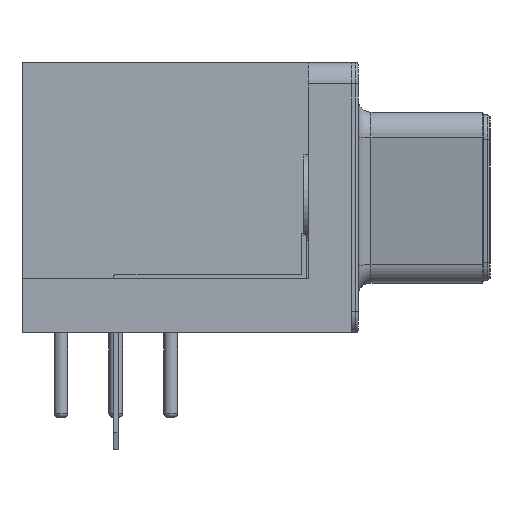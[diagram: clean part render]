
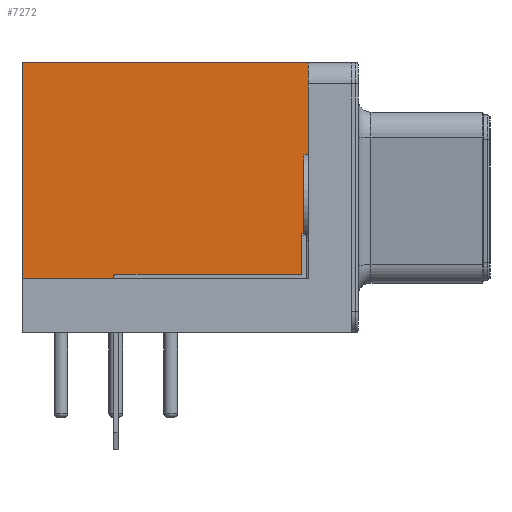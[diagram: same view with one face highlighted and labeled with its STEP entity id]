
A CAD part, left-side view. The second image highlights one B-rep face of the part: STEP entity #7272.
In plain terms, the highlighted planar face has unit normal (-1, 0, 0).
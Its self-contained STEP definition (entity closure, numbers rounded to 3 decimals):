
#6147 = VERTEX_POINT('',#6148);
#6148 = CARTESIAN_POINT('',(-52.698,1.8,12.5));
#6154 = EDGE_CURVE('',#6155,#6147,#6157,.T.);
#6155 = VERTEX_POINT('',#6156);
#6156 = CARTESIAN_POINT('',(-52.698,-11.43,12.5));
#6157 = LINE('',#6158,#6159);
#6158 = CARTESIAN_POINT('',(-52.698,-12.43,12.5));
#6159 = VECTOR('',#6160,1.);
#6160 = DIRECTION('',(0.,1.,0.));
#7242 = VERTEX_POINT('',#7243);
#7243 = CARTESIAN_POINT('',(-52.698,-11.43,2.5));
#7249 = EDGE_CURVE('',#7242,#6155,#7250,.T.);
#7250 = LINE('',#7251,#7252);
#7251 = CARTESIAN_POINT('',(-52.698,-11.43,2.5));
#7252 = VECTOR('',#7253,1.);
#7253 = DIRECTION('',(0.,0.,1.));
#7272 = ADVANCED_FACE('',(#7273),#7291,.F.);
#7273 = FACE_BOUND('',#7274,.F.);
#7274 = EDGE_LOOP('',(#7275,#7276,#7284,#7290));
#7275 = ORIENTED_EDGE('',*,*,#7249,.F.);
#7276 = ORIENTED_EDGE('',*,*,#7277,.T.);
#7277 = EDGE_CURVE('',#7242,#7278,#7280,.T.);
#7278 = VERTEX_POINT('',#7279);
#7279 = CARTESIAN_POINT('',(-52.698,1.8,2.5));
#7280 = LINE('',#7281,#7282);
#7281 = CARTESIAN_POINT('',(-52.698,-11.43,2.5));
#7282 = VECTOR('',#7283,1.);
#7283 = DIRECTION('',(-0.,1.,0.));
#7284 = ORIENTED_EDGE('',*,*,#7285,.T.);
#7285 = EDGE_CURVE('',#7278,#6147,#7286,.T.);
#7286 = LINE('',#7287,#7288);
#7287 = CARTESIAN_POINT('',(-52.698,1.8,4.375));
#7288 = VECTOR('',#7289,1.);
#7289 = DIRECTION('',(0.,0.,1.));
#7290 = ORIENTED_EDGE('',*,*,#6154,.F.);
#7291 = PLANE('',#7292);
#7292 = AXIS2_PLACEMENT_3D('',#7293,#7294,#7295);
#7293 = CARTESIAN_POINT('',(-52.698,-11.43,2.5));
#7294 = DIRECTION('',(1.,0.,0.));
#7295 = DIRECTION('',(0.,0.,1.));
